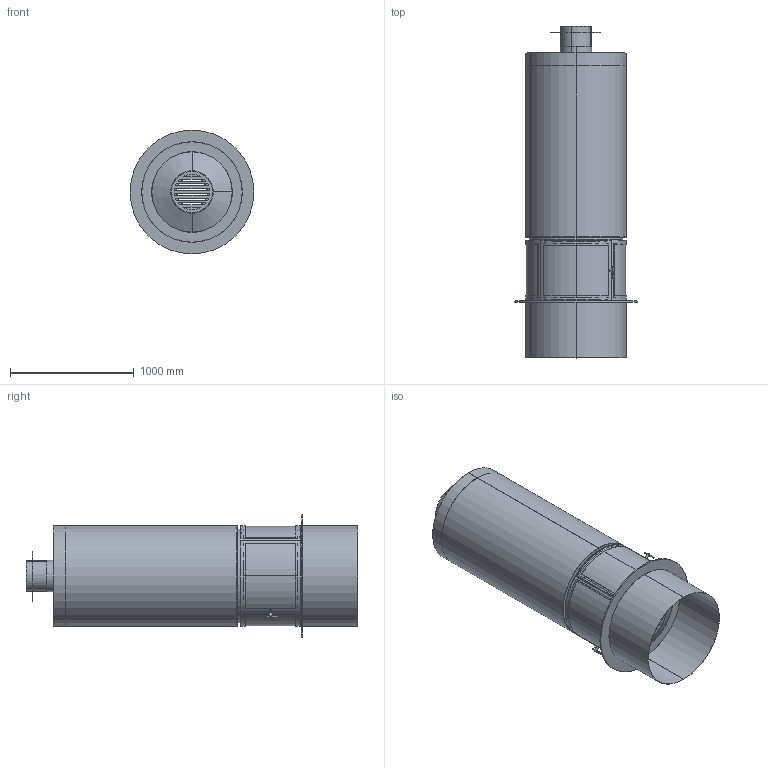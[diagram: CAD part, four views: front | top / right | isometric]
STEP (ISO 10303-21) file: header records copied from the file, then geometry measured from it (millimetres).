
FILE_DESCRIPTION (( 'STEP AP203' ), '1' );
FILE_NAME ('Diamant_llenya_tancament.STEP', '2018-07-27T11:47:57', ( '' ), ( '' ), 'SwSTEP 2.0', 'SolidWorks 2016', '' );
FILE_SCHEMA (( 'CONFIG_CONTROL_DESIGN' ));
Length unit declared in the file: millimetre
Products named in the file (24): Z329-12a_Anclatge; TC29-08c_Cono_Base; Muntatge_Tancament_2_Portes; Tires_Sup_Inf_Porta; Diamant_llenya_tancament; Z329-03_Aro_base_campana; Tira_Lateral_Porta; Z329-04A_Base_campana; Tira_Lateral_Porta_Maneta; Z329-18_Tub_interior; Laterals_Porta; Reixa ﾘ335; Z329-07A_Tub_exterior; Vidre; Z329-01_Aro_Base; Z329-08A_Tapa_superior_campana; Tancament_2_portes; Z329-02_Peu; Z329-16_Suport_campana; maneta; Aro_Sup_Inf; Z329-11_Tub_anclatge; tires porta; Porta
Assembly tree (43 placements, depth 3):
  Diamant_llenya_tancament
    TC29-08c_Cono_Base
    Reixa ﾘ335
    Z329-01_Aro_Base
    Z329-02_Peu
    Muntatge_Tancament_2_Portes
      Aro_Sup_Inf  x2
      Porta  x2
      Tires_Sup_Inf_Porta  x4
      Tira_Lateral_Porta  x2
      Tira_Lateral_Porta_Maneta  x2
      Laterals_Porta  x4
      Vidre  x4
      Tancament_2_portes  x2
      maneta  x3
      tires porta  x4
    Z329-03_Aro_base_campana
    Z329-04A_Base_campana
    Z329-18_Tub_interior
    Z329-07A_Tub_exterior
    Z329-08A_Tapa_superior_campana
    Z329-16_Suport_campana
    Tires_Sup_Inf_Porta
    Z329-11_Tub_anclatge
    Z329-12a_Anclatge
Bounding box: 1000 x 2683.24 x 1000 mm (x, y, z)
Volume: 26251437.8 mm3; surface area: 19143062.6 mm2
Topology: 42 solids, 42 shells, 538 faces, 1313 edges, 862 vertices
Faces by surface type: cylinder 281, plane 245, cone 12
Entity records: 14392 total; most frequent: DIRECTION 2140, CARTESIAN_POINT 2048, ORIENTED_EDGE 1800, EDGE_CURVE 900, AXIS2_PLACEMENT_3D 848, VERTEX_POINT 592, CIRCLE 448, LINE 444
